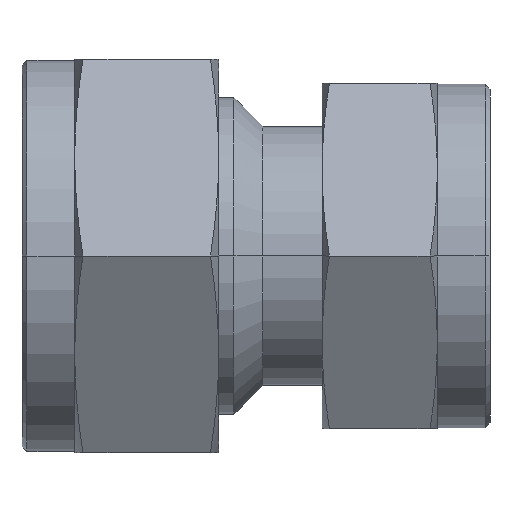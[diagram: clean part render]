
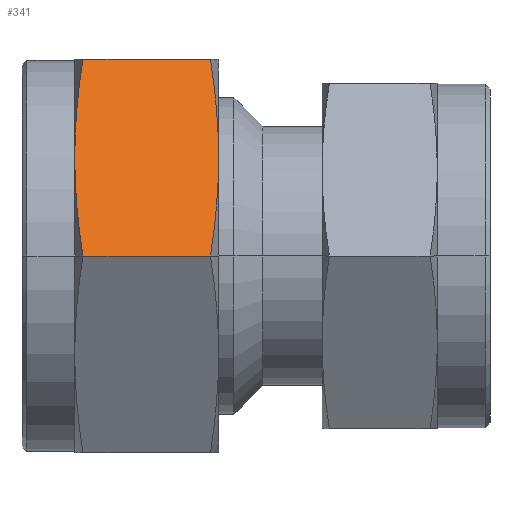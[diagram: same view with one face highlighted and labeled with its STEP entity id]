
A CAD part, front view. The second image highlights one B-rep face of the part: STEP entity #341.
In plain terms, the highlighted planar face has unit normal (0, -0.866, 0.5).
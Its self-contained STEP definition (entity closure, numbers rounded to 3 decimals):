
#341 = ADVANCED_FACE( '', ( #726 ), #727, .F. );
#726 = FACE_OUTER_BOUND( '', #1156, .T. );
#727 = PLANE( '', #1157 );
#1156 = EDGE_LOOP( '', ( #2484, #2485, #2486, #2487, #2488, #2489 ) );
#1157 = AXIS2_PLACEMENT_3D( '', #2490, #2491, #2492 );
#2484 = ORIENTED_EDGE( '', *, *, #3196, .F. );
#2485 = ORIENTED_EDGE( '', *, *, #3197, .F. );
#2486 = ORIENTED_EDGE( '', *, *, #3198, .F. );
#2487 = ORIENTED_EDGE( '', *, *, #3199, .F. );
#2488 = ORIENTED_EDGE( '', *, *, #3200, .T. );
#2489 = ORIENTED_EDGE( '', *, *, #3201, .F. );
#2490 = CARTESIAN_POINT( '', ( -19.6, -11.836, 20.5 ) );
#2491 = DIRECTION( '', ( 0., 0.866, -0.5 ) );
#2492 = DIRECTION( '', ( 0., 0.5, 0.866 ) );
#3196 = EDGE_CURVE( '', #3936, #3937, #3938, .T. );
#3197 = EDGE_CURVE( '', #3939, #3936, #3940, .T. );
#3198 = EDGE_CURVE( '', #3941, #3939, #3942, .T. );
#3199 = EDGE_CURVE( '', #3733, #3941, #3943, .T. );
#3200 = EDGE_CURVE( '', #3733, #3744, #3944, .T. );
#3201 = EDGE_CURVE( '', #3937, #3744, #3945, .T. );
#3733 = VERTEX_POINT( '', #4861 );
#3744 = VERTEX_POINT( '', #4892 );
#3936 = VERTEX_POINT( '', #5228 );
#3937 = VERTEX_POINT( '', #5229 );
#3938 = ( B_SPLINE_CURVE( 2, ( #5231, #5232, #5233 ), .UNSPECIFIED., .F., .F. )B_SPLINE_CURVE_WITH_KNOTS( ( 3, 3 ), ( 9.89, 23.113 ), .UNSPECIFIED. )RATIONAL_B_SPLINE_CURVE( ( 1.058, 1.068, 1. ) )BOUNDED_CURVE(  )REPRESENTATION_ITEM( '' )GEOMETRIC_REPRESENTATION_ITEM(  )CURVE(  ) );
#3939 = VERTEX_POINT( '', #5240 );
#3940 = LINE( '', #5241, #5242 );
#3941 = VERTEX_POINT( '', #5243 );
#3942 = ( B_SPLINE_CURVE( 2, ( #5245, #5246, #5247 ), .UNSPECIFIED., .F., .F. )B_SPLINE_CURVE_WITH_KNOTS( ( 3, 3 ), ( 23.113, 36.335 ), .UNSPECIFIED. )RATIONAL_B_SPLINE_CURVE( ( 1., 1.068, 1.058 ) )BOUNDED_CURVE(  )REPRESENTATION_ITEM( '' )GEOMETRIC_REPRESENTATION_ITEM(  )CURVE(  ) );
#3943 = ( B_SPLINE_CURVE( 2, ( #5255, #5256, #5257 ), .UNSPECIFIED., .F., .F. )B_SPLINE_CURVE_WITH_KNOTS( ( 3, 3 ), ( 9.89, 23.113 ), .UNSPECIFIED. )RATIONAL_B_SPLINE_CURVE( ( 1.058, 1.068, 1. ) )BOUNDED_CURVE(  )REPRESENTATION_ITEM( '' )GEOMETRIC_REPRESENTATION_ITEM(  )CURVE(  ) );
#3944 = LINE( '', #5264, #5265 );
#3945 = ( B_SPLINE_CURVE( 2, ( #5267, #5268, #5269 ), .UNSPECIFIED., .F., .F. )B_SPLINE_CURVE_WITH_KNOTS( ( 3, 3 ), ( 23.113, 36.335 ), .UNSPECIFIED. )RATIONAL_B_SPLINE_CURVE( ( 1., 1.068, 1.058 ) )BOUNDED_CURVE(  )REPRESENTATION_ITEM( '' )GEOMETRIC_REPRESENTATION_ITEM(  )CURVE(  ) );
#4861 = CARTESIAN_POINT( '', ( -18.75, -23.671, 0. ) );
#4892 = CARTESIAN_POINT( '', ( -5.45, -23.671, 0. ) );
#5228 = CARTESIAN_POINT( '', ( -5.45, -11.836, 20.5 ) );
#5229 = CARTESIAN_POINT( '', ( -4.6, -17.754, 10.25 ) );
#5231 = CARTESIAN_POINT( '', ( -5.45, -11.836, 20.5 ) );
#5232 = CARTESIAN_POINT( '', ( -4.6, -15.007, 15.007 ) );
#5233 = CARTESIAN_POINT( '', ( -4.6, -17.754, 10.25 ) );
#5240 = CARTESIAN_POINT( '', ( -18.75, -11.836, 20.5 ) );
#5241 = CARTESIAN_POINT( '', ( -19.6, -11.836, 20.5 ) );
#5242 = VECTOR( '', #6128, 1. );
#5243 = CARTESIAN_POINT( '', ( -19.6, -17.754, 10.25 ) );
#5245 = CARTESIAN_POINT( '', ( -19.6, -17.754, 10.25 ) );
#5246 = CARTESIAN_POINT( '', ( -19.6, -15.007, 15.007 ) );
#5247 = CARTESIAN_POINT( '', ( -18.75, -11.836, 20.5 ) );
#5255 = CARTESIAN_POINT( '', ( -18.75, -23.671, 0. ) );
#5256 = CARTESIAN_POINT( '', ( -19.6, -20.5, 5.493 ) );
#5257 = CARTESIAN_POINT( '', ( -19.6, -17.754, 10.25 ) );
#5264 = CARTESIAN_POINT( '', ( -19.6, -23.671, 0. ) );
#5265 = VECTOR( '', #6129, 1. );
#5267 = CARTESIAN_POINT( '', ( -4.6, -17.754, 10.25 ) );
#5268 = CARTESIAN_POINT( '', ( -4.6, -20.5, 5.493 ) );
#5269 = CARTESIAN_POINT( '', ( -5.45, -23.671, 0. ) );
#6128 = DIRECTION( '', ( 1., 0., 0. ) );
#6129 = DIRECTION( '', ( 1., 0., 0. ) );
